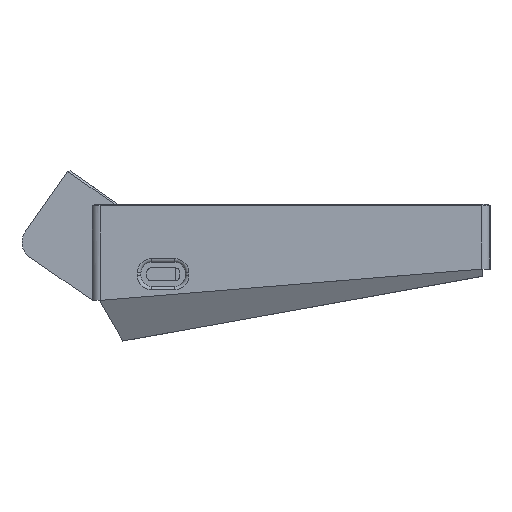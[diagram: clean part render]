
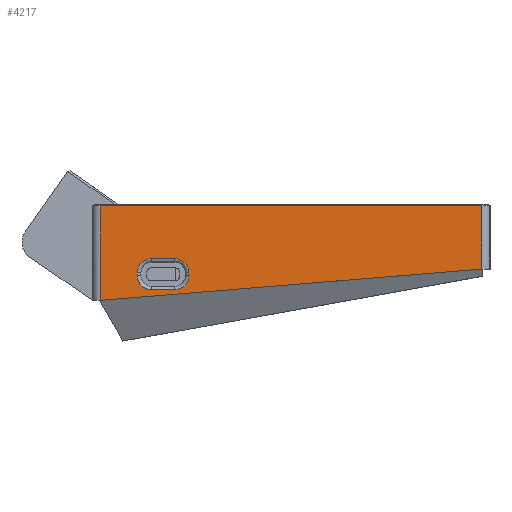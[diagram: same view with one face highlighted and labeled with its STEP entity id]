
A CAD part, left-side view. The second image highlights one B-rep face of the part: STEP entity #4217.
In plain terms, the highlighted planar face has unit normal (-1, 0, 0).
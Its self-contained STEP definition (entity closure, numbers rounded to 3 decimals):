
#42=FACE_BOUND('',#570,.T.);
#147=PLANE('',#4583);
#324=FACE_OUTER_BOUND('',#569,.T.);
#569=EDGE_LOOP('',(#3473,#3474,#3475,#3476));
#570=EDGE_LOOP('',(#3477,#3478,#3479,#3480,#3481,#3482,#3483,#3484));
#802=LINE('',#6355,#1229);
#840=LINE('',#6465,#1267);
#841=LINE('',#6468,#1268);
#843=LINE('',#6472,#1270);
#999=LINE('',#6926,#1426);
#1000=LINE('',#6930,#1427);
#1001=LINE('',#6934,#1428);
#1002=LINE('',#6938,#1429);
#1229=VECTOR('',#5056,10.);
#1267=VECTOR('',#5158,10.);
#1268=VECTOR('',#5161,10.);
#1270=VECTOR('',#5167,10.);
#1426=VECTOR('',#5569,10.);
#1427=VECTOR('',#5572,10.);
#1428=VECTOR('',#5575,10.);
#1429=VECTOR('',#5578,10.);
#1650=CIRCLE('',#4584,3.95);
#1651=CIRCLE('',#4585,3.95);
#1652=CIRCLE('',#4586,3.95);
#1653=CIRCLE('',#4587,3.95);
#1822=VERTEX_POINT('',#6340);
#1826=VERTEX_POINT('',#6353);
#1866=VERTEX_POINT('',#6463);
#1867=VERTEX_POINT('',#6467);
#2026=VERTEX_POINT('',#6924);
#2027=VERTEX_POINT('',#6925);
#2028=VERTEX_POINT('',#6927);
#2029=VERTEX_POINT('',#6929);
#2030=VERTEX_POINT('',#6931);
#2031=VERTEX_POINT('',#6933);
#2032=VERTEX_POINT('',#6935);
#2033=VERTEX_POINT('',#6937);
#2276=EDGE_CURVE('',#1826,#1822,#802,.T.);
#2332=EDGE_CURVE('',#1866,#1826,#840,.T.);
#2333=EDGE_CURVE('',#1822,#1867,#841,.T.);
#2336=EDGE_CURVE('',#1866,#1867,#843,.T.);
#2560=EDGE_CURVE('',#2026,#2027,#999,.T.);
#2561=EDGE_CURVE('',#2028,#2026,#1650,.T.);
#2562=EDGE_CURVE('',#2029,#2028,#1000,.T.);
#2563=EDGE_CURVE('',#2030,#2029,#1651,.T.);
#2564=EDGE_CURVE('',#2031,#2030,#1001,.T.);
#2565=EDGE_CURVE('',#2032,#2031,#1652,.T.);
#2566=EDGE_CURVE('',#2033,#2032,#1002,.T.);
#2567=EDGE_CURVE('',#2027,#2033,#1653,.T.);
#3473=ORIENTED_EDGE('',*,*,#2276,.F.);
#3474=ORIENTED_EDGE('',*,*,#2332,.F.);
#3475=ORIENTED_EDGE('',*,*,#2336,.T.);
#3476=ORIENTED_EDGE('',*,*,#2333,.F.);
#3477=ORIENTED_EDGE('',*,*,#2560,.F.);
#3478=ORIENTED_EDGE('',*,*,#2561,.F.);
#3479=ORIENTED_EDGE('',*,*,#2562,.F.);
#3480=ORIENTED_EDGE('',*,*,#2563,.F.);
#3481=ORIENTED_EDGE('',*,*,#2564,.F.);
#3482=ORIENTED_EDGE('',*,*,#2565,.F.);
#3483=ORIENTED_EDGE('',*,*,#2566,.F.);
#3484=ORIENTED_EDGE('',*,*,#2567,.F.);
#4217=ADVANCED_FACE('',(#324,#42),#147,.T.);
#4583=AXIS2_PLACEMENT_3D('',#6923,#5567,#5568);
#4584=AXIS2_PLACEMENT_3D('',#6928,#5570,#5571);
#4585=AXIS2_PLACEMENT_3D('',#6932,#5573,#5574);
#4586=AXIS2_PLACEMENT_3D('',#6936,#5576,#5577);
#4587=AXIS2_PLACEMENT_3D('',#6939,#5579,#5580);
#5056=DIRECTION('',(0.,-1.,0.));
#5158=DIRECTION('',(0.,0.,1.));
#5161=DIRECTION('',(0.,0.,-1.));
#5167=DIRECTION('',(0.,-0.997,0.082));
#5567=DIRECTION('center_axis',(-1.,0.,0.));
#5568=DIRECTION('ref_axis',(0.,-1.,0.));
#5569=DIRECTION('',(0.,0.,1.));
#5570=DIRECTION('center_axis',(-1.,0.,0.));
#5571=DIRECTION('ref_axis',(0.,-0.707,-0.707));
#5572=DIRECTION('',(0.,-1.,0.));
#5573=DIRECTION('center_axis',(-1.,0.,0.));
#5574=DIRECTION('ref_axis',(0.,0.707,-0.707));
#5575=DIRECTION('',(0.,0.,-1.));
#5576=DIRECTION('center_axis',(-1.,0.,0.));
#5577=DIRECTION('ref_axis',(0.,0.707,0.707));
#5578=DIRECTION('',(0.,1.,0.));
#5579=DIRECTION('center_axis',(-1.,0.,0.));
#5580=DIRECTION('ref_axis',(0.,-0.707,0.707));
#6340=CARTESIAN_POINT('',(-157.327,-52.898,17.2));
#6353=CARTESIAN_POINT('',(-157.327,52.802,17.2));
#6355=CARTESIAN_POINT('',(-157.327,27.502,17.2));
#6463=CARTESIAN_POINT('',(-157.327,52.802,-8.98));
#6465=CARTESIAN_POINT('',(-157.327,52.802,0.));
#6467=CARTESIAN_POINT('',(-157.327,-52.898,-0.32));
#6468=CARTESIAN_POINT('',(-157.327,-52.898,0.));
#6472=CARTESIAN_POINT('',(-157.327,0.579,-4.701));
#6923=CARTESIAN_POINT('Origin',(-157.327,55.052,0.));
#6924=CARTESIAN_POINT('',(-157.327,28.246,-2.1));
#6925=CARTESIAN_POINT('',(-157.327,28.246,-1.4));
#6926=CARTESIAN_POINT('',(-157.327,28.246,-1.05));
#6927=CARTESIAN_POINT('',(-157.327,32.196,-6.05));
#6928=CARTESIAN_POINT('Origin',(-157.327,32.196,-2.1));
#6929=CARTESIAN_POINT('',(-157.327,38.596,-6.05));
#6930=CARTESIAN_POINT('',(-157.327,46.824,-6.05));
#6931=CARTESIAN_POINT('',(-157.327,42.546,-2.1));
#6932=CARTESIAN_POINT('Origin',(-157.327,38.596,-2.1));
#6933=CARTESIAN_POINT('',(-157.327,42.546,-1.4));
#6934=CARTESIAN_POINT('',(-157.327,42.546,-0.7));
#6935=CARTESIAN_POINT('',(-157.327,38.596,2.55));
#6936=CARTESIAN_POINT('Origin',(-157.327,38.596,-1.4));
#6937=CARTESIAN_POINT('',(-157.327,32.196,2.55));
#6938=CARTESIAN_POINT('',(-157.327,43.624,2.55));
#6939=CARTESIAN_POINT('Origin',(-157.327,32.196,-1.4));
